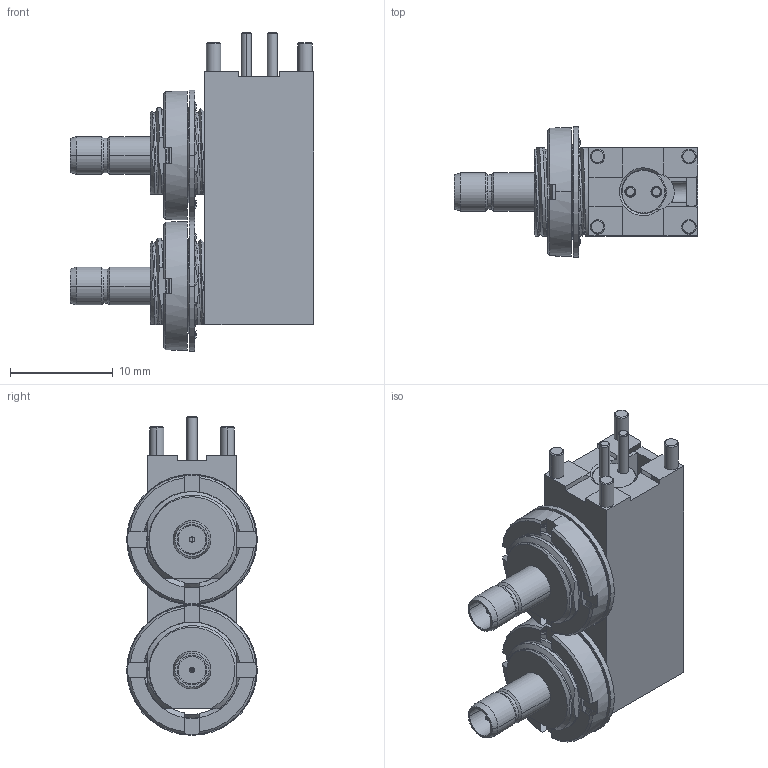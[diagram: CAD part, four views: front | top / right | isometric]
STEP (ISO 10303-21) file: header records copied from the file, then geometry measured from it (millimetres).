
FILE_DESCRIPTION((''),'2;1');
FILE_NAME('903-865J-71P_SW0001','2013-01-25T',('Clement Lazar'),(''),'PRO/ENGINEER BY PARAMETRIC TECHNOLOGY CORPORATION, 2010100','PRO/ENGINEER BY PARAMETRIC TECHNOLOGY CORPORATION, 2010100','');
FILE_SCHEMA(('CONFIG_CONTROL_DESIGN'));
Length unit declared in the file: millimetre
Products named in the file (1): 903-865J-71P_SW0001
Bounding box: 23.7 x 12.7 x 31 mm (x, y, z)
Surface area: 3186.7 mm2 (no closed solid volume)
Topology: 0 solids, 20 shells, 301 faces, 993 edges, 705 vertices
Faces by surface type: cylinder 80, plane 79, bspline 78, cone 62, torus 2
Entity records: 18869 total; most frequent: CARTESIAN_POINT 11293, ORIENTED_EDGE 1583, DIRECTION 1243, EDGE_CURVE 991, VERTEX_POINT 705, AXIS2_PLACEMENT_3D 483, B_SPLINE_CURVE_WITH_KNOTS 454, EDGE_LOOP 322
